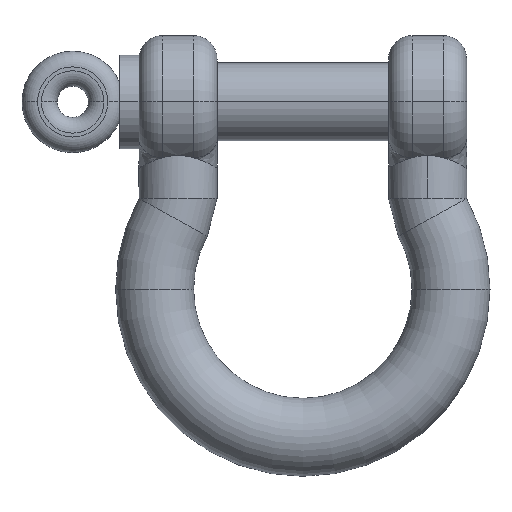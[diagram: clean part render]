
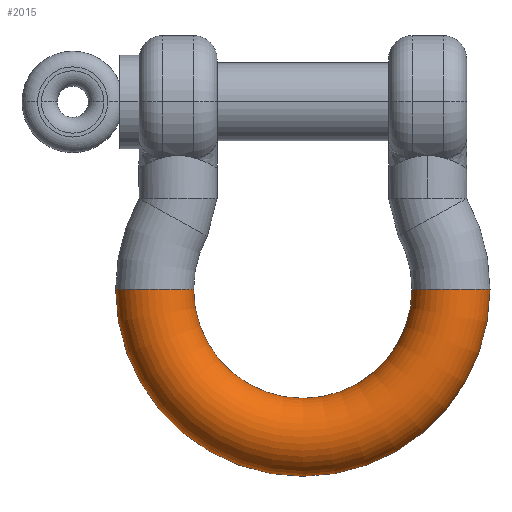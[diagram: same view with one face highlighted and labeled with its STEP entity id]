
A CAD part, top view. The second image highlights one B-rep face of the part: STEP entity #2015.
In plain terms, the highlighted toroidal (fillet/blend) face has major radius 19 mm and minor radius 5 mm.
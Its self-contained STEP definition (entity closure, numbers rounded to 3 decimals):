
#29 = AXIS2_PLACEMENT_3D ( 'NONE', #454, #455, #456 ) ;
#31 = AXIS2_PLACEMENT_3D ( 'NONE', #439, #440, #441 ) ;
#37 = AXIS2_PLACEMENT_3D ( 'NONE', #457, #458, #459 ) ;
#39 = AXIS2_PLACEMENT_3D ( 'NONE', #463, #464, #465 ) ;
#439 = CARTESIAN_POINT ( 'NONE',  ( -19., -24., 0. ) ) ;
#440 = DIRECTION ( 'NONE',  ( 0., 1., 0. ) ) ;
#441 = DIRECTION ( 'NONE',  ( -1., 0., 0. ) ) ;
#454 = CARTESIAN_POINT ( 'NONE',  ( 0., -24., 0. ) ) ;
#455 = DIRECTION ( 'NONE',  ( 0., 0., 1. ) ) ;
#456 = DIRECTION ( 'NONE',  ( 1., 0., 0. ) ) ;
#457 = CARTESIAN_POINT ( 'NONE',  ( 0., -24., 0. ) ) ;
#458 = DIRECTION ( 'NONE',  ( 0., 0., 1. ) ) ;
#459 = DIRECTION ( 'NONE',  ( 1., 0., 0. ) ) ;
#463 = CARTESIAN_POINT ( 'NONE',  ( 19., -24., 0. ) ) ;
#464 = DIRECTION ( 'NONE',  ( 0., -1., 0. ) ) ;
#465 = DIRECTION ( 'NONE',  ( 0., 0., -1. ) ) ;
#549 = FACE_OUTER_BOUND ( 'NONE', #1563, .T. ) ;
#550 = AXIS2_PLACEMENT_3D ( 'NONE', #1215, #1216, #1217 ) ;
#744 = ORIENTED_EDGE ( 'NONE', *, *, #1952, .T. ) ;
#745 = ORIENTED_EDGE ( 'NONE', *, *, #1953, .F. ) ;
#830 = VERTEX_POINT ( 'NONE', #1587 ) ;
#835 = VERTEX_POINT ( 'NONE', #1592 ) ;
#859 = VERTEX_POINT ( 'NONE', #1616 ) ;
#874 = VERTEX_POINT ( 'NONE', #1631 ) ;
#1077 = ORIENTED_EDGE ( 'NONE', *, *, #1947, .F. ) ;
#1078 = ORIENTED_EDGE ( 'NONE', *, *, #1955, .T. ) ;
#1215 = CARTESIAN_POINT ( 'NONE',  ( 0., -24., 0. ) ) ;
#1216 = DIRECTION ( 'NONE',  ( 0., 0., 1. ) ) ;
#1217 = DIRECTION ( 'NONE',  ( 1., 0., 0. ) ) ;
#1563 = EDGE_LOOP ( 'NONE', ( #1077, #744, #1078, #745 ) ) ;
#1587 = CARTESIAN_POINT ( 'NONE',  ( 14., -24., 0. ) ) ;
#1592 = CARTESIAN_POINT ( 'NONE',  ( -14., -24., 0. ) ) ;
#1616 = CARTESIAN_POINT ( 'NONE',  ( 24., -24., 0. ) ) ;
#1631 = CARTESIAN_POINT ( 'NONE',  ( -24., -24., 0. ) ) ;
#1721 = TOROIDAL_SURFACE ( 'NONE', #550, 19., 5. ) ;
#1763 = CIRCLE ( 'NONE', #39, 5. ) ;
#1765 = CIRCLE ( 'NONE', #37, 14. ) ;
#1766 = CIRCLE ( 'NONE', #29, 24. ) ;
#1771 = CIRCLE ( 'NONE', #31, 5. ) ;
#1947 = EDGE_CURVE ( 'NONE', #874, #835, #1771, .T. ) ;
#1952 = EDGE_CURVE ( 'NONE', #874, #859, #1766, .T. ) ;
#1953 = EDGE_CURVE ( 'NONE', #835, #830, #1765, .T. ) ;
#1955 = EDGE_CURVE ( 'NONE', #859, #830, #1763, .T. ) ;
#2015 = ADVANCED_FACE ( 'NONE', ( #549 ), #1721, .T. ) ;
